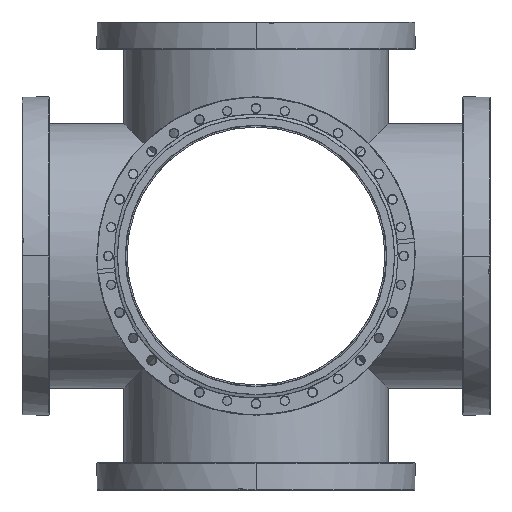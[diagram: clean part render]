
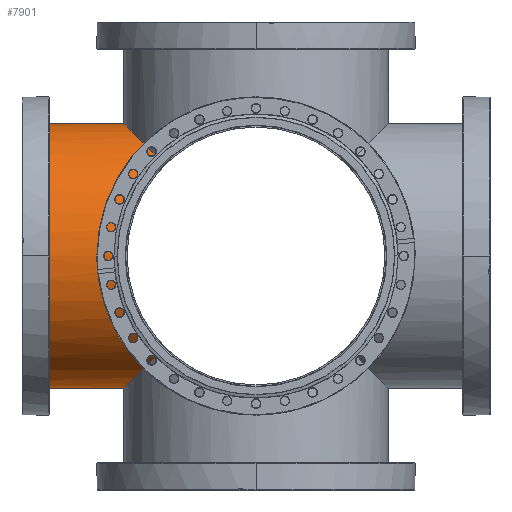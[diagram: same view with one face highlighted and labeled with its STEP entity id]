
A CAD part, front view. The second image highlights one B-rep face of the part: STEP entity #7901.
In plain terms, the highlighted cylindrical face has radius 127 mm (diameter 254 mm), a partial arc.
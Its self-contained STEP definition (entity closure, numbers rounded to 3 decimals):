
#514 = CARTESIAN_POINT ( 'NONE',  ( -127., 0., -127. ) ) ;
#619 = CARTESIAN_POINT ( 'NONE',  ( -212.3, 0., 0. ) ) ;
#644 = EDGE_CURVE ( 'NONE', #4236, #1942, #2361, .T. ) ;
#704 = VERTEX_POINT ( 'NONE', #2824 ) ;
#1028 = CARTESIAN_POINT ( 'NONE',  ( -89.803, -89.803, 89.803 ) ) ;
#1065 = CARTESIAN_POINT ( 'NONE',  ( 212.3, 0., -127. ) ) ;
#1230 = LINE ( 'NONE', #6968, #6227 ) ;
#1265 = CARTESIAN_POINT ( 'NONE',  ( -142.408, -142.408, 37.197 ) ) ;
#1281 = DIRECTION ( 'NONE',  ( 0., 0., -1. ) ) ;
#1762 = ORIENTED_EDGE ( 'NONE', *, *, #6901, .F. ) ;
#1877 = VERTEX_POINT ( 'NONE', #3442 ) ;
#1918 = CARTESIAN_POINT ( 'NONE',  ( -89.803, -89.803, -89.803 ) ) ;
#1942 = VERTEX_POINT ( 'NONE', #7907 ) ;
#2361 = LINE ( 'NONE', #1065, #7557 ) ;
#2548 = CARTESIAN_POINT ( 'NONE',  ( -89.803, -89.803, -89.803 ) ) ;
#2589 = AXIS2_PLACEMENT_3D ( 'NONE', #619, #5384, #1281 ) ;
#2598 = ORIENTED_EDGE ( 'NONE', *, *, #3040, .T. ) ;
#2743 = ORIENTED_EDGE ( 'NONE', *, *, #7003, .T. ) ;
#2824 = CARTESIAN_POINT ( 'NONE',  ( -212.3, 0., 127. ) ) ;
#2848 = DIRECTION ( 'NONE',  ( 0., 0., 1. ) ) ;
#3040 = EDGE_CURVE ( 'NONE', #6060, #704, #1230, .T. ) ;
#3442 = CARTESIAN_POINT ( 'NONE',  ( -89.803, -89.803, -89.803 ) ) ;
#3713 = CARTESIAN_POINT ( 'NONE',  ( -127., 0., -127. ) ) ;
#3871 = EDGE_CURVE ( 'NONE', #6060, #4967, #5053, .T. ) ;
#4215 = DIRECTION ( 'NONE',  ( -1., 0., 0. ) ) ;
#4236 = VERTEX_POINT ( 'NONE', #3713 ) ;
#4452 = ORIENTED_EDGE ( 'NONE', *, *, #7585, .T. ) ;
#4601 = CARTESIAN_POINT ( 'NONE',  ( -127., -34.133, -127. ) ) ;
#4967 = VERTEX_POINT ( 'NONE', #1028 ) ;
#5053 =( BOUNDED_CURVE ( )  B_SPLINE_CURVE ( 3, ( #5397, #6083, #8686, #7302 ),
 .UNSPECIFIED., .F., .F. ) 
 B_SPLINE_CURVE_WITH_KNOTS ( ( 4, 4 ),
 ( 0., 0.785 ),
 .UNSPECIFIED. ) 
 CURVE ( )  GEOMETRIC_REPRESENTATION_ITEM ( )  RATIONAL_B_SPLINE_CURVE ( ( 1., 0.949, 0.949, 1. ) ) 
 REPRESENTATION_ITEM ( '' )  );
#5111 = DIRECTION ( 'NONE',  ( -1., 0., 0. ) ) ;
#5365 = CARTESIAN_POINT ( 'NONE',  ( -142.408, -142.408, -37.197 ) ) ;
#5384 = DIRECTION ( 'NONE',  ( 1., 0., 0. ) ) ;
#5397 = CARTESIAN_POINT ( 'NONE',  ( -127., 0., 127. ) ) ;
#5605 = AXIS2_PLACEMENT_3D ( 'NONE', #8297, #4215, #2848 ) ;
#5699 = ORIENTED_EDGE ( 'NONE', *, *, #644, .F. ) ;
#6032 = CARTESIAN_POINT ( 'NONE',  ( -89.803, -89.803, 89.803 ) ) ;
#6060 = VERTEX_POINT ( 'NONE', #8582 ) ;
#6083 = CARTESIAN_POINT ( 'NONE',  ( -127., -34.133, 127. ) ) ;
#6227 = VECTOR ( 'NONE', #5111, 1000. ) ;
#6512 = DIRECTION ( 'NONE',  ( -1., 0., 0. ) ) ;
#6815 =( BOUNDED_CURVE ( )  B_SPLINE_CURVE ( 3, ( #1918, #5365, #1265, #6032 ),
 .UNSPECIFIED., .F., .T. ) 
 B_SPLINE_CURVE_WITH_KNOTS ( ( 4, 4 ),
 ( 5.498, 7.069 ),
 .UNSPECIFIED. ) 
 CURVE ( )  GEOMETRIC_REPRESENTATION_ITEM ( )  RATIONAL_B_SPLINE_CURVE ( ( 1., 0.805, 0.805, 1. ) ) 
 REPRESENTATION_ITEM ( '' )  );
#6901 = EDGE_CURVE ( 'NONE', #1877, #4236, #7087, .T. ) ;
#6922 = EDGE_LOOP ( 'NONE', ( #5699, #1762, #2743, #7185, #2598, #4452 ) ) ;
#6968 = CARTESIAN_POINT ( 'NONE',  ( 212.3, 0., 127. ) ) ;
#7003 = EDGE_CURVE ( 'NONE', #1877, #4967, #6815, .T. ) ;
#7087 =( BOUNDED_CURVE ( )  B_SPLINE_CURVE ( 3, ( #2548, #7300, #4601, #514 ),
 .UNSPECIFIED., .F., .T. ) 
 B_SPLINE_CURVE_WITH_KNOTS ( ( 4, 4 ),
 ( 5.498, 6.283 ),
 .UNSPECIFIED. ) 
 CURVE ( )  GEOMETRIC_REPRESENTATION_ITEM ( )  RATIONAL_B_SPLINE_CURVE ( ( 1., 0.949, 0.949, 1. ) ) 
 REPRESENTATION_ITEM ( '' )  );
#7185 = ORIENTED_EDGE ( 'NONE', *, *, #3871, .F. ) ;
#7300 = CARTESIAN_POINT ( 'NONE',  ( -113.938, -65.667, -113.938 ) ) ;
#7302 = CARTESIAN_POINT ( 'NONE',  ( -89.803, -89.803, 89.803 ) ) ;
#7557 = VECTOR ( 'NONE', #6512, 1000. ) ;
#7585 = EDGE_CURVE ( 'NONE', #704, #1942, #8192, .T. ) ;
#7883 = CYLINDRICAL_SURFACE ( 'NONE', #5605, 127. ) ;
#7901 = ADVANCED_FACE ( 'NONE', ( #8086 ), #7883, .T. ) ;
#7907 = CARTESIAN_POINT ( 'NONE',  ( -212.3, 0., -127. ) ) ;
#8086 = FACE_OUTER_BOUND ( 'NONE', #6922, .T. ) ;
#8192 = CIRCLE ( 'NONE', #2589, 127. ) ;
#8297 = CARTESIAN_POINT ( 'NONE',  ( 212.3, 0., 0. ) ) ;
#8582 = CARTESIAN_POINT ( 'NONE',  ( -127., 0., 127. ) ) ;
#8686 = CARTESIAN_POINT ( 'NONE',  ( -113.938, -65.667, 113.938 ) ) ;
